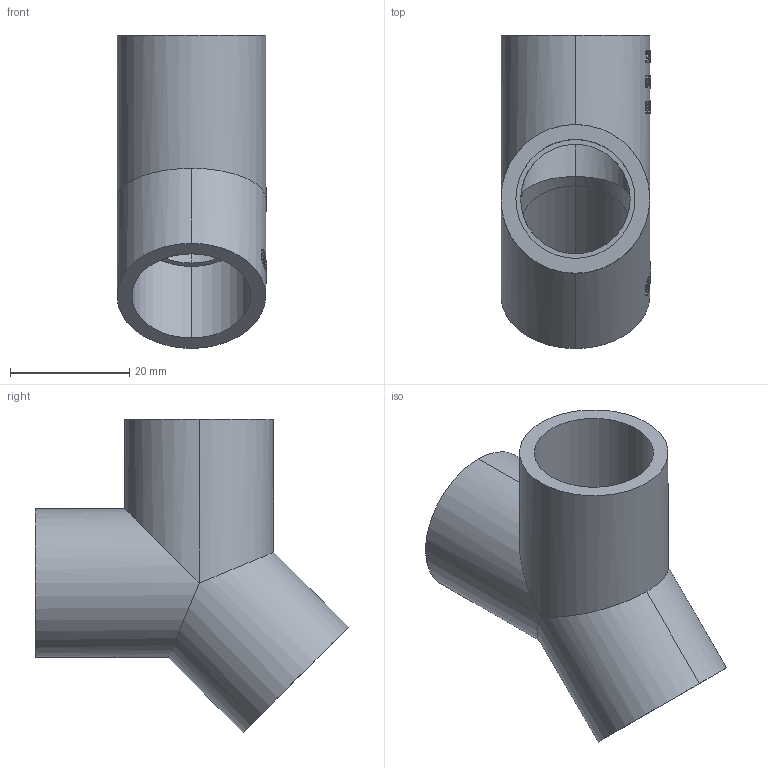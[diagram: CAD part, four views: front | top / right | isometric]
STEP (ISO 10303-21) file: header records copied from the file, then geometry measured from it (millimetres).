
FILE_DESCRIPTION (( 'STEP AP214' ), '1' );
FILE_NAME ('20.STEP', '2025-02-12T11:26:26', ( '' ), ( '' ), 'SwSTEP 2.0', 'SolidWorks 2023', '' );
FILE_SCHEMA (( 'AUTOMOTIVE_DESIGN' ));
Length unit declared in the file: millimetre
Products named in the file (1): 20
Bounding box: 25.2 x 52.6 x 52.6 mm (x, y, z)
Volume: 12229.1 mm3; surface area: 9837 mm2
Topology: 1 solids, 1 shells, 256 faces, 666 edges, 442 vertices
Faces by surface type: plane 111, bspline 95, cylinder 50
Entity records: 10943 total; most frequent: CARTESIAN_POINT 5474, ORIENTED_EDGE 1332, DIRECTION 796, EDGE_CURVE 666, VERTEX_POINT 442, EDGE_LOOP 290, LINE 280, VECTOR 280
